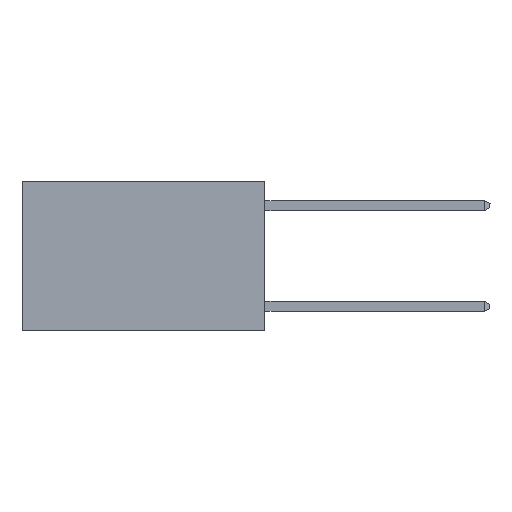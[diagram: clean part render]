
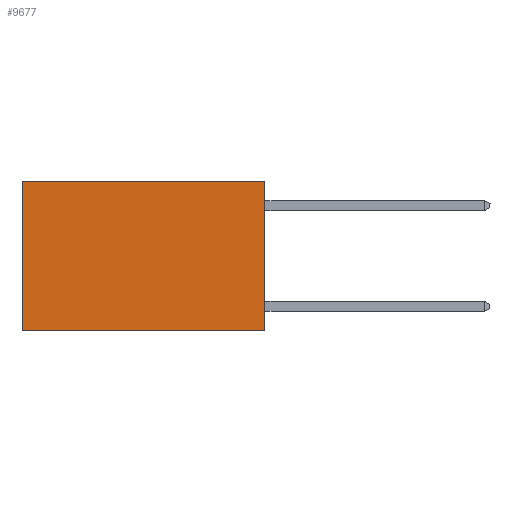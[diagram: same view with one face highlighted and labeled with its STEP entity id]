
A CAD part, left-side view. The second image highlights one B-rep face of the part: STEP entity #9677.
In plain terms, the highlighted planar face has unit normal (-1, 0, 0).
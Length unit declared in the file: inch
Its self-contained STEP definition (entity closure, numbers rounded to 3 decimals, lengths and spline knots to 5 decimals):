
#1073 = EDGE_CURVE ( 'NONE', #20502, #21048, #11883, .T. ) ;
#1409 = CARTESIAN_POINT ( 'NONE',  ( 0.2625, 0., -0.37 ) ) ;
#1424 = DIRECTION ( 'NONE',  ( 1., 0., 0. ) ) ;
#1712 = VERTEX_POINT ( 'NONE', #18369 ) ;
#1714 = AXIS2_PLACEMENT_3D ( 'NONE', #22721, #1424, #13832 ) ;
#2727 = DIRECTION ( 'NONE',  ( 0., 1., 0. ) ) ;
#4165 = VECTOR ( 'NONE', #21633, 39.37008 ) ;
#5272 = CARTESIAN_POINT ( 'NONE',  ( 0.2625, 0.6, -0.37 ) ) ;
#5366 = CARTESIAN_POINT ( 'NONE',  ( 0.2625, 0.6, 0. ) ) ;
#5754 = ORIENTED_EDGE ( 'NONE', *, *, #11843, .F. ) ;
#7253 = CARTESIAN_POINT ( 'NONE',  ( 0.2625, 0., 0. ) ) ;
#7386 = VECTOR ( 'NONE', #9046, 39.37008 ) ;
#9046 = DIRECTION ( 'NONE',  ( 0., 0., -1. ) ) ;
#9309 = EDGE_CURVE ( 'NONE', #1712, #20502, #18319, .T. ) ;
#9677 = ADVANCED_FACE ( 'NONE', ( #19417 ), #10290, .F. ) ;
#10290 = PLANE ( 'NONE',  #1714 ) ;
#11800 = LINE ( 'NONE', #22232, #20707 ) ;
#11843 = EDGE_CURVE ( 'NONE', #1712, #12274, #17359, .T. ) ;
#11883 = LINE ( 'NONE', #13259, #20791 ) ;
#12108 = EDGE_CURVE ( 'NONE', #12274, #21048, #11800, .T. ) ;
#12274 = VERTEX_POINT ( 'NONE', #1409 ) ;
#12744 = CARTESIAN_POINT ( 'NONE',  ( 0.2625, 0., 0. ) ) ;
#13066 = EDGE_LOOP ( 'NONE', ( #20970, #14430, #5754, #15055 ) ) ;
#13259 = CARTESIAN_POINT ( 'NONE',  ( 0.2625, 0.6, 0. ) ) ;
#13832 = DIRECTION ( 'NONE',  ( 0., 0., -1. ) ) ;
#14430 = ORIENTED_EDGE ( 'NONE', *, *, #12108, .F. ) ;
#15055 = ORIENTED_EDGE ( 'NONE', *, *, #9309, .T. ) ;
#16822 = DIRECTION ( 'NONE',  ( 0., 0., -1. ) ) ;
#17359 = LINE ( 'NONE', #7253, #7386 ) ;
#18319 = LINE ( 'NONE', #12744, #4165 ) ;
#18369 = CARTESIAN_POINT ( 'NONE',  ( 0.2625, 0., 0. ) ) ;
#19417 = FACE_OUTER_BOUND ( 'NONE', #13066, .T. ) ;
#20502 = VERTEX_POINT ( 'NONE', #5366 ) ;
#20707 = VECTOR ( 'NONE', #2727, 39.37008 ) ;
#20791 = VECTOR ( 'NONE', #16822, 39.37008 ) ;
#20970 = ORIENTED_EDGE ( 'NONE', *, *, #1073, .T. ) ;
#21048 = VERTEX_POINT ( 'NONE', #5272 ) ;
#21633 = DIRECTION ( 'NONE',  ( 0., 1., 0. ) ) ;
#22232 = CARTESIAN_POINT ( 'NONE',  ( 0.2625, 0., -0.37 ) ) ;
#22721 = CARTESIAN_POINT ( 'NONE',  ( 0.2625, 0., 0. ) ) ;
